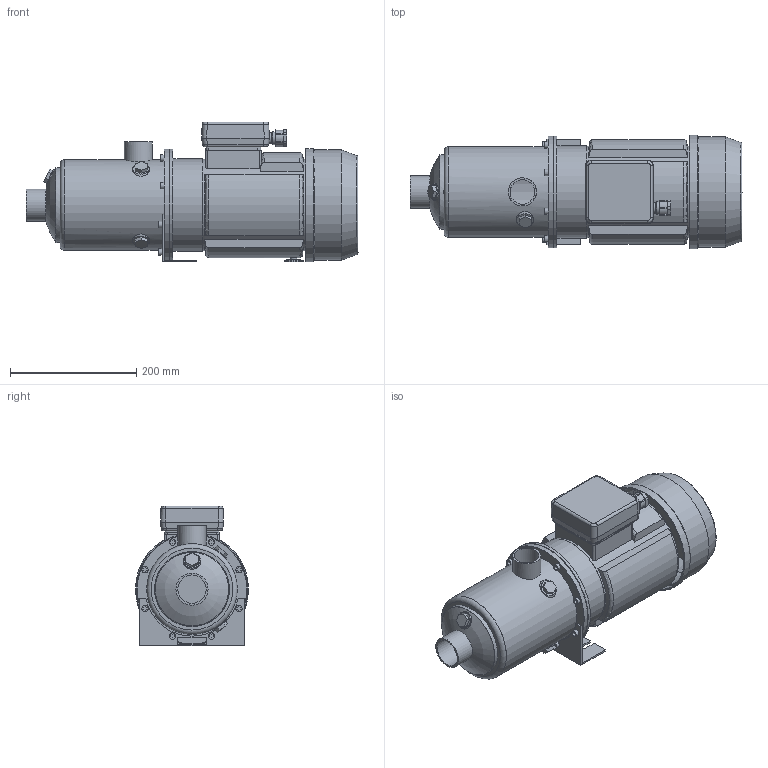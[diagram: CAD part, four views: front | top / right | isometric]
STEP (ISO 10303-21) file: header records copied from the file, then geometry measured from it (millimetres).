
FILE_DESCRIPTION(/* description */ ('-'),/* implementation_level */ '2;1');
FILE_NAME(/* name */ 'EH 9 [5] T',/* time_stamp */ '2017-03-20T08:27:13+01:00',/* author */ ('Simonelli M.'),/* organization */ ('Franklin Electric'),/* preprocessor_version */ 'ST-DEVELOPER v16.7',/* originating_system */ 'DEX',/* authorisation */ $);
FILE_SCHEMA (('AUTOMOTIVE_DESIGN {1 0 10303 214 3 1 1}'));
Length unit declared in the file: millimetre
Products named in the file (10): EH 9 [5] T; Flangia motore Tonda M90; Corpo 9 [5]; Motore MEC 90 - T; carcassa MEC 90; Copriventola MEC 90; Ghiera PG13,5 cod. SAV.GHI.20; Basetta MEC 80-90-100 T; Piedino MEC 90 int.90; Staffa 3-5-9 int.90
Assembly tree (9 placements, depth 3):
  EH 9 [5] T
    Flangia motore Tonda M90
    Corpo 9 [5]
    Motore MEC 90 - T
      carcassa MEC 90
      Copriventola MEC 90
      Ghiera PG13,5 cod. SAV.GHI.20
      Basetta MEC 80-90-100 T
    Piedino MEC 90 int.90
    Staffa 3-5-9 int.90
Bounding box: 525.6 x 179.1 x 221.5 mm (x, y, z)
Volume: 2932685.7 mm3; surface area: 685089.8 mm2
Topology: 8 solids, 8 shells, 334 faces, 799 edges, 529 vertices
Faces by surface type: plane 189, cylinder 100, cone 24, torus 11, bspline 8, sphere 2
Full cylindrical faces by diameter (mm): 7 x4, 10 x9, 13 x1, 17 x1, 19.73 x1, 20.4 x1, 21 x1, 30 x1, 38.952 x1, 44.5 x1, 44.845 x1, 50.8 x1, 116.1 x1, 118.5 x1, 135 x1, 140 x3, 141.1 x1, 143.5 x1, 145 x1, 146 x1, 169.5 x1, 173.5 x1, 174.1 x2, 174.5 x1, 176.5 x2, 179.1 x1
Entity records: 14585 total; most frequent: CARTESIAN_POINT 5602, DIRECTION 1559, ORIENTED_EDGE 1402, EDGE_CURVE 701, AXIS2_PLACEMENT_3D 578, VERTEX_POINT 495, EDGE_LOOP 456, FACE_BOUND 456
